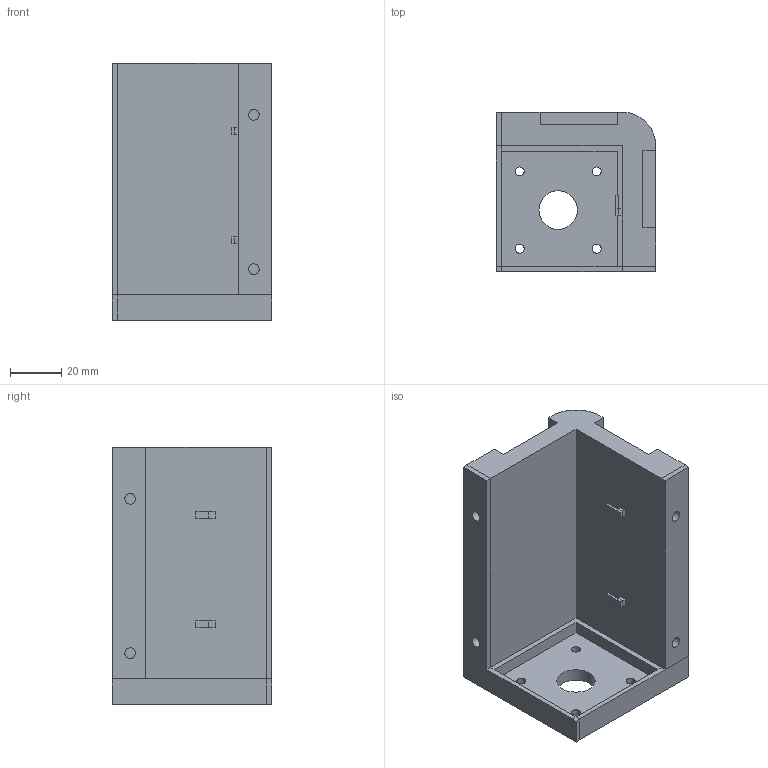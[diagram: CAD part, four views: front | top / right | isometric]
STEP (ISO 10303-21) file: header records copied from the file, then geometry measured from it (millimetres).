
FILE_DESCRIPTION(('FreeCAD Model'),'2;1');
FILE_NAME('Open CASCADE Shape Model','2024-08-11T13:08:31',(''),(''), 'Open CASCADE STEP processor 7.6','FreeCAD','Unknown');
FILE_SCHEMA(('AUTOMOTIVE_DESIGN { 1 0 10303 214 1 1 1 1 }'));
Length unit declared in the file: millimetre
Products named in the file (1): Pocket011
Bounding box: 62 x 62 x 100 mm (x, y, z)
Volume: 146541 mm3; surface area: 34252.7 mm2
Topology: 1 solids, 1 shells, 96 faces, 204 edges, 124 vertices
Faces by surface type: plane 78, cylinder 18
Full cylindrical faces by diameter (mm): 3.5 x4, 4.2 x12, 15 x1
Entity records: 2558 total; most frequent: DIRECTION 434, CARTESIAN_POINT 425, ORIENTED_EDGE 408, EDGE_CURVE 204, LINE 168, VECTOR 168, AXIS2_PLACEMENT_3D 133, VERTEX_POINT 124
